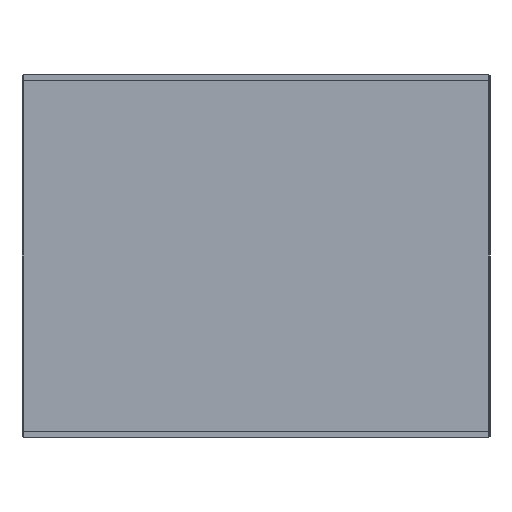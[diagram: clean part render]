
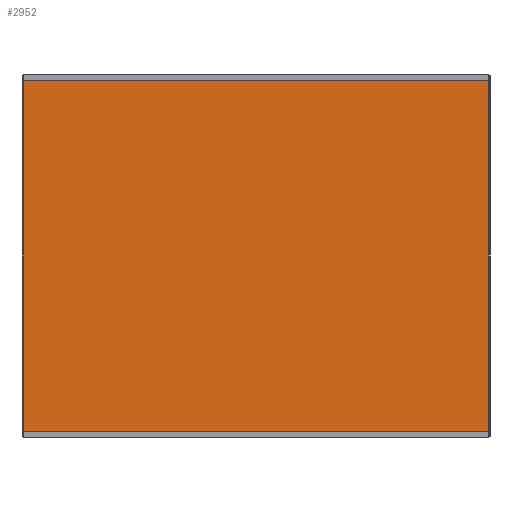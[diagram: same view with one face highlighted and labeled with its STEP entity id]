
A CAD part, front view. The second image highlights one B-rep face of the part: STEP entity #2952.
In plain terms, the highlighted planar face has unit normal (0, -1, 0).
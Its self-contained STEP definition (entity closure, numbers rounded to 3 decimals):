
#313 = CARTESIAN_POINT ( 'NONE',  ( -450.5, -1.5, 350. ) ) ;
#391 = LINE ( 'NONE', #4624, #2184 ) ;
#446 = ORIENTED_EDGE ( 'NONE', *, *, #1878, .F. ) ;
#553 = ORIENTED_EDGE ( 'NONE', *, *, #4778, .F. ) ;
#646 = AXIS2_PLACEMENT_3D ( 'NONE', #2065, #1698, #2399 ) ;
#864 = LINE ( 'NONE', #4440, #2587 ) ;
#1097 = DIRECTION ( 'NONE',  ( 0., 0., -1. ) ) ;
#1246 = DIRECTION ( 'NONE',  ( 1., 0., 0. ) ) ;
#1264 = CARTESIAN_POINT ( 'NONE',  ( -450.5, -1.5, -339.54 ) ) ;
#1477 = CARTESIAN_POINT ( 'NONE',  ( 450.5, -1.5, 350. ) ) ;
#1615 = ORIENTED_EDGE ( 'NONE', *, *, #4134, .F. ) ;
#1630 = EDGE_CURVE ( 'NONE', #4209, #1899, #864, .T. ) ;
#1698 = DIRECTION ( 'NONE',  ( 0., -1., 0. ) ) ;
#1878 = EDGE_CURVE ( 'NONE', #3521, #2417, #391, .T. ) ;
#1899 = VERTEX_POINT ( 'NONE', #1264 ) ;
#2065 = CARTESIAN_POINT ( 'NONE',  ( 0., -1.5, 0. ) ) ;
#2140 = EDGE_LOOP ( 'NONE', ( #4906, #1615, #446, #553 ) ) ;
#2184 = VECTOR ( 'NONE', #1246, 1000. ) ;
#2335 = VECTOR ( 'NONE', #2557, 1000. ) ;
#2399 = DIRECTION ( 'NONE',  ( 0., 0., -1. ) ) ;
#2417 = VERTEX_POINT ( 'NONE', #2863 ) ;
#2557 = DIRECTION ( 'NONE',  ( 0., 0., 1. ) ) ;
#2587 = VECTOR ( 'NONE', #4852, 1000. ) ;
#2863 = CARTESIAN_POINT ( 'NONE',  ( 450.5, -1.5, 339.54 ) ) ;
#2952 = ADVANCED_FACE ( 'NONE', ( #3049 ), #3946, .T. ) ;
#3049 = FACE_OUTER_BOUND ( 'NONE', #2140, .T. ) ;
#3211 = CARTESIAN_POINT ( 'NONE',  ( -450.5, -1.5, 339.54 ) ) ;
#3521 = VERTEX_POINT ( 'NONE', #3211 ) ;
#3692 = VECTOR ( 'NONE', #1097, 1000. ) ;
#3946 = PLANE ( 'NONE',  #646 ) ;
#4134 = EDGE_CURVE ( 'NONE', #2417, #4209, #4878, .T. ) ;
#4209 = VERTEX_POINT ( 'NONE', #4515 ) ;
#4440 = CARTESIAN_POINT ( 'NONE',  ( 0., -1.5, -339.54 ) ) ;
#4515 = CARTESIAN_POINT ( 'NONE',  ( 450.5, -1.5, -339.54 ) ) ;
#4624 = CARTESIAN_POINT ( 'NONE',  ( 0., -1.5, 339.54 ) ) ;
#4637 = LINE ( 'NONE', #313, #2335 ) ;
#4778 = EDGE_CURVE ( 'NONE', #1899, #3521, #4637, .T. ) ;
#4852 = DIRECTION ( 'NONE',  ( -1., 0., 0. ) ) ;
#4878 = LINE ( 'NONE', #1477, #3692 ) ;
#4906 = ORIENTED_EDGE ( 'NONE', *, *, #1630, .F. ) ;
